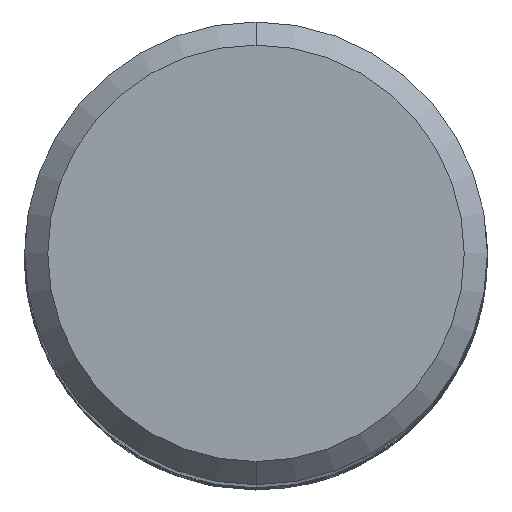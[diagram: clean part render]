
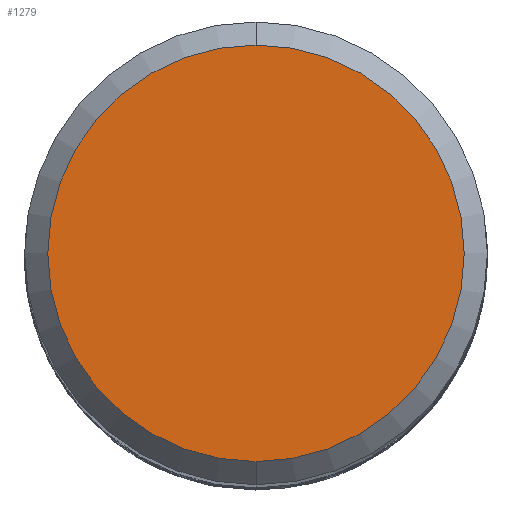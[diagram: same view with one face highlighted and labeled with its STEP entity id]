
A CAD part, top view. The second image highlights one B-rep face of the part: STEP entity #1279.
In plain terms, the highlighted planar face has unit normal (0, 0, 1).
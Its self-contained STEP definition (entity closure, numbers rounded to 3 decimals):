
#1279=ADVANCED_FACE('',(#3716),#3717,.T.);
#1617=EDGE_CURVE('',#2783,#2917,#4073,.T.);
#2783=VERTEX_POINT('',#5359);
#2861=EDGE_CURVE('',#2917,#2783,#5444,.T.);
#2917=VERTEX_POINT('',#5503);
#3716=FACE_OUTER_BOUND('',#6440,.T.);
#3717=PLANE('',#6441);
#4073=CIRCLE('',#8506,7.2);
#5359=CARTESIAN_POINT('',(0.,-7.2,0.0));
#5444=CIRCLE('',#23373,7.2);
#5503=CARTESIAN_POINT('',(0.0,7.2,0.0));
#6440=EDGE_LOOP('',(#31801,#31802));
#6441=AXIS2_PLACEMENT_3D('',#31803,#31804,#31805);
#8506=AXIS2_PLACEMENT_3D('',#32085,#32086,#32087);
#23373=AXIS2_PLACEMENT_3D('',#33725,#33726,#33727);
#31801=ORIENTED_EDGE('',*,*,#2861,.F.);
#31802=ORIENTED_EDGE('',*,*,#1617,.F.);
#31803=CARTESIAN_POINT('',(0.0,3.6,0.0));
#31804=DIRECTION('',(-0.0,0.0,1.0));
#31805=DIRECTION('',(0.0,-1.0,0.0));
#32085=CARTESIAN_POINT('',(0.0,0.0,0.0));
#32086=DIRECTION('',(0.0,0.0,-1.0));
#32087=DIRECTION('',(0.0,1.0,0.0));
#33725=CARTESIAN_POINT('',(0.0,0.0,0.0));
#33726=DIRECTION('',(0.0,0.0,-1.0));
#33727=DIRECTION('',(0.0,1.0,0.0));
